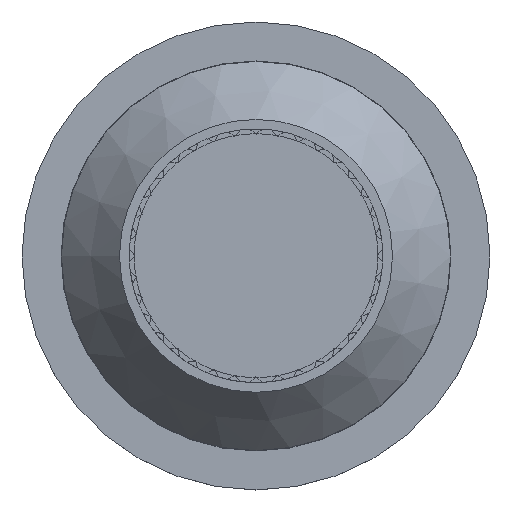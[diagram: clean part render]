
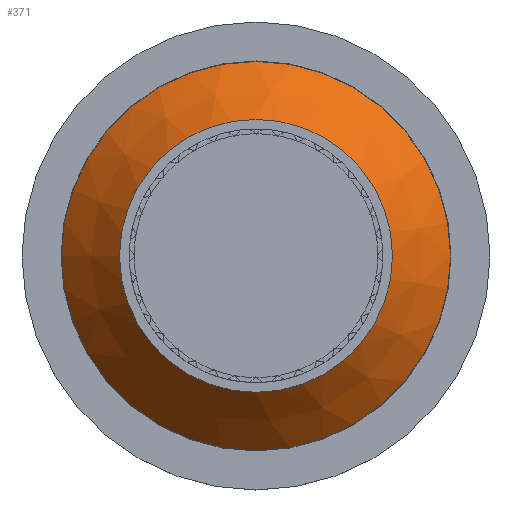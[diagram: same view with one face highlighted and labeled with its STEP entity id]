
A CAD part, top view. The second image highlights one B-rep face of the part: STEP entity #371.
In plain terms, the highlighted conical face has half-angle 40.41 degrees and reference radius 28 mm.
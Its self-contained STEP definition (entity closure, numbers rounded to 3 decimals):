
#316=CARTESIAN_POINT('',(-39.919,0.,4.0));
#317=VERTEX_POINT('',#316);
#318=CARTESIAN_POINT('',(39.919,0.,4.0));
#319=VERTEX_POINT('',#318);
#320=CARTESIAN_POINT('',(0.,0.,4.0));
#321=DIRECTION('',(0.0,0.0,1.0));
#322=DIRECTION('',(1.0,0.0,-0.0));
#323=AXIS2_PLACEMENT_3D('',#320,#321,#322);
#324=CIRCLE('',#323,39.919);
#325=EDGE_CURVE('',#317,#319,#324,.T.);
#327=CARTESIAN_POINT('',(0.,0.,4.0));
#328=DIRECTION('',(0.0,0.0,1.0));
#329=DIRECTION('',(1.0,0.0,-0.0));
#330=AXIS2_PLACEMENT_3D('',#327,#328,#329);
#331=CIRCLE('',#330,39.919);
#332=EDGE_CURVE('',#319,#317,#331,.T.);
#337=CARTESIAN_POINT('',(0.,0.,18.0));
#338=DIRECTION('',(0.0,0.0,-1.0));
#339=DIRECTION('',(-1.0,0.0,0.0));
#340=AXIS2_PLACEMENT_3D('',#337,#338,#339);
#341=CONICAL_SURFACE('',#340,28.0,40.41);
#342=CARTESIAN_POINT('',(-28.0,0.,18.0));
#343=VERTEX_POINT('',#342);
#344=CARTESIAN_POINT('',(-39.919,0.,4.0));
#345=DIRECTION('',(0.648,-0.0,0.761));
#346=VECTOR('',#345,18.387);
#347=LINE('',#344,#346);
#348=EDGE_CURVE('',#317,#343,#347,.T.);
#349=ORIENTED_EDGE('',*,*,#348,.T.);
#350=CARTESIAN_POINT('',(28.0,0.,18.0));
#351=VERTEX_POINT('',#350);
#352=CARTESIAN_POINT('',(0.,0.,18.0));
#353=DIRECTION('',(0.0,0.0,1.0));
#354=DIRECTION('',(1.0,0.0,-0.0));
#355=AXIS2_PLACEMENT_3D('',#352,#353,#354);
#356=CIRCLE('',#355,28.0);
#357=EDGE_CURVE('',#351,#343,#356,.T.);
#358=ORIENTED_EDGE('',*,*,#357,.F.);
#359=CARTESIAN_POINT('',(0.,0.,18.0));
#360=DIRECTION('',(0.0,0.0,1.0));
#361=DIRECTION('',(1.0,0.0,-0.0));
#362=AXIS2_PLACEMENT_3D('',#359,#360,#361);
#363=CIRCLE('',#362,28.0);
#364=EDGE_CURVE('',#343,#351,#363,.T.);
#365=ORIENTED_EDGE('',*,*,#364,.F.);
#366=ORIENTED_EDGE('',*,*,#348,.F.);
#367=ORIENTED_EDGE('',*,*,#325,.T.);
#368=ORIENTED_EDGE('',*,*,#332,.T.);
#369=EDGE_LOOP('',(#349,#358,#365,#366,#367,#368));
#370=FACE_BOUND('',#369,.T.);
#371=ADVANCED_FACE('',(#370),#341,.T.);
